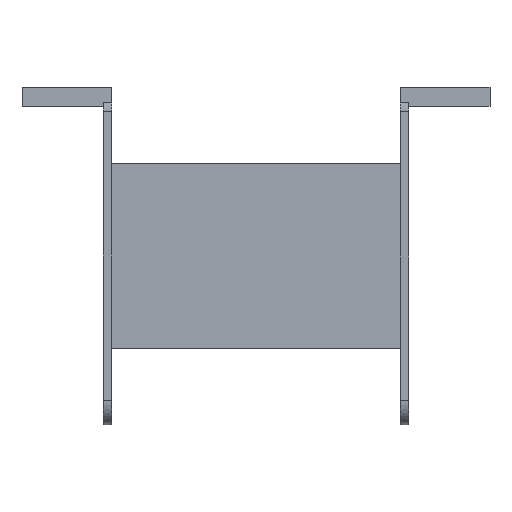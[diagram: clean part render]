
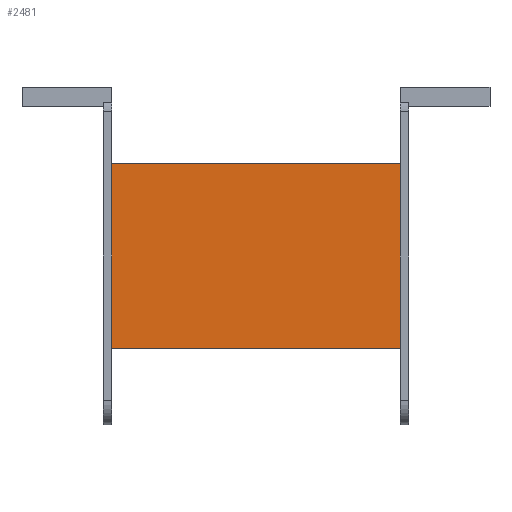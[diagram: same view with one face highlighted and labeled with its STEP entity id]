
A CAD part, left-side view. The second image highlights one B-rep face of the part: STEP entity #2481.
In plain terms, the highlighted planar face has unit normal (-1, 0, 0).
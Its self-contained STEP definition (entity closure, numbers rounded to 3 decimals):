
#62 = CARTESIAN_POINT ( 'NONE',  ( -9.6, 36.5, -11.4 ) ) ;
#78 = VERTEX_POINT ( 'NONE', #83 ) ;
#83 = CARTESIAN_POINT ( 'NONE',  ( -9.6, 36.5, 11.4 ) ) ;
#276 = VERTEX_POINT ( 'NONE', #62 ) ;
#283 = LINE ( 'NONE', #2440, #1559 ) ;
#743 = VECTOR ( 'NONE', #1170, 1000. ) ;
#769 = AXIS2_PLACEMENT_3D ( 'NONE', #1279, #1290, #1291 ) ;
#1089 = CARTESIAN_POINT ( 'NONE',  ( -9.6, 1., 11.4 ) ) ;
#1098 = CARTESIAN_POINT ( 'NONE',  ( -9.6, 1., -11.4 ) ) ;
#1167 = CARTESIAN_POINT ( 'NONE',  ( -9.6, 1., 11.4 ) ) ;
#1168 = LINE ( 'NONE', #1167, #743 ) ;
#1170 = DIRECTION ( 'NONE',  ( 0., 0., 1. ) ) ;
#1279 = CARTESIAN_POINT ( 'NONE',  ( -9.6, 36.5, 11.4 ) ) ;
#1287 = FACE_OUTER_BOUND ( 'NONE', #1948, .T. ) ;
#1288 = PLANE ( 'NONE',  #769 ) ;
#1290 = DIRECTION ( 'NONE',  ( 1., 0., 0. ) ) ;
#1291 = DIRECTION ( 'NONE',  ( 0., 0., -1. ) ) ;
#1536 = VECTOR ( 'NONE', #2395, 1000. ) ;
#1555 = VECTOR ( 'NONE', #2425, 1000. ) ;
#1559 = VECTOR ( 'NONE', #2412, 1000. ) ;
#1640 = EDGE_CURVE ( 'NONE', #78, #1996, #283, .T. ) ;
#1643 = EDGE_CURVE ( 'NONE', #276, #2005, #2436, .T. ) ;
#1654 = EDGE_CURVE ( 'NONE', #276, #78, #2382, .T. ) ;
#1948 = EDGE_LOOP ( 'NONE', ( #2031, #2032, #2033, #2034 ) ) ;
#1996 = VERTEX_POINT ( 'NONE', #1089 ) ;
#2005 = VERTEX_POINT ( 'NONE', #1098 ) ;
#2031 = ORIENTED_EDGE ( 'NONE', *, *, #2456, .T. ) ;
#2032 = ORIENTED_EDGE ( 'NONE', *, *, #1640, .F. ) ;
#2033 = ORIENTED_EDGE ( 'NONE', *, *, #1654, .F. ) ;
#2034 = ORIENTED_EDGE ( 'NONE', *, *, #1643, .T. ) ;
#2366 = CARTESIAN_POINT ( 'NONE',  ( -9.6, 36.5, 11.4 ) ) ;
#2382 = LINE ( 'NONE', #2366, #1536 ) ;
#2395 = DIRECTION ( 'NONE',  ( 0., 0., 1. ) ) ;
#2412 = DIRECTION ( 'NONE',  ( 0., -1., 0. ) ) ;
#2425 = DIRECTION ( 'NONE',  ( 0., -1., 0. ) ) ;
#2436 = LINE ( 'NONE', #2447, #1555 ) ;
#2440 = CARTESIAN_POINT ( 'NONE',  ( -9.6, 36.5, 11.4 ) ) ;
#2447 = CARTESIAN_POINT ( 'NONE',  ( -9.6, 36.5, -11.4 ) ) ;
#2456 = EDGE_CURVE ( 'NONE', #2005, #1996, #1168, .T. ) ;
#2481 = ADVANCED_FACE ( 'NONE', ( #1287 ), #1288, .F. ) ;
